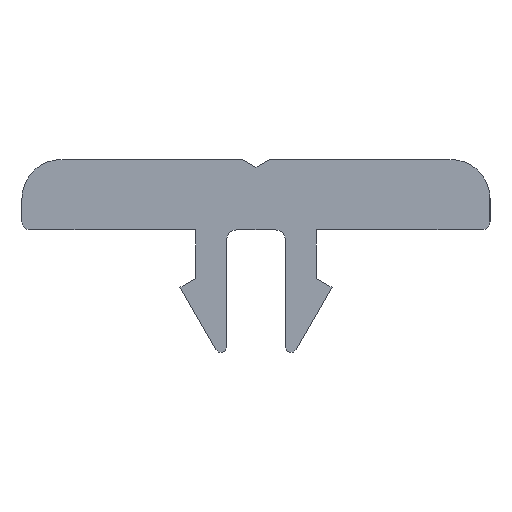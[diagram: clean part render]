
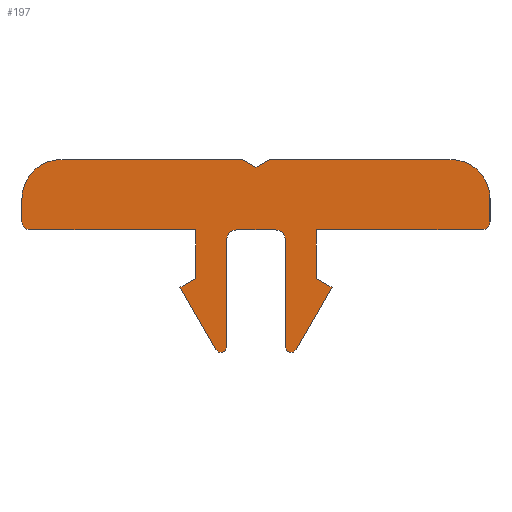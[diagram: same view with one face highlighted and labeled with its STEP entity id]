
A CAD part, left-side view. The second image highlights one B-rep face of the part: STEP entity #197.
In plain terms, the highlighted planar face has unit normal (-1, 0, 0).
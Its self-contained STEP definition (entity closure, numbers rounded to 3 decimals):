
#197=ADVANCED_FACE('',(#251),#252,.F.);
#251=FACE_OUTER_BOUND('',#305,.T.);
#252=PLANE('',#306);
#305=EDGE_LOOP('',(#510,#511,#512,#513,#514,#515,#516,#517,#518,#519,#520,#521,#522,#523,#524,#525,#526,#527,#528,#529,#530,#531,#532,#533,#534));
#306=AXIS2_PLACEMENT_3D('',#535,#536,#537);
#510=ORIENTED_EDGE('',*,*,#550,.F.);
#511=ORIENTED_EDGE('',*,*,#612,.F.);
#512=ORIENTED_EDGE('',*,*,#609,.F.);
#513=ORIENTED_EDGE('',*,*,#606,.F.);
#514=ORIENTED_EDGE('',*,*,#603,.F.);
#515=ORIENTED_EDGE('',*,*,#600,.F.);
#516=ORIENTED_EDGE('',*,*,#597,.F.);
#517=ORIENTED_EDGE('',*,*,#594,.F.);
#518=ORIENTED_EDGE('',*,*,#591,.F.);
#519=ORIENTED_EDGE('',*,*,#588,.F.);
#520=ORIENTED_EDGE('',*,*,#585,.F.);
#521=ORIENTED_EDGE('',*,*,#582,.F.);
#522=ORIENTED_EDGE('',*,*,#579,.F.);
#523=ORIENTED_EDGE('',*,*,#576,.F.);
#524=ORIENTED_EDGE('',*,*,#573,.F.);
#525=ORIENTED_EDGE('',*,*,#570,.F.);
#526=ORIENTED_EDGE('',*,*,#567,.F.);
#527=ORIENTED_EDGE('',*,*,#564,.F.);
#528=ORIENTED_EDGE('',*,*,#561,.F.);
#529=ORIENTED_EDGE('',*,*,#558,.F.);
#530=ORIENTED_EDGE('',*,*,#555,.F.);
#531=ORIENTED_EDGE('',*,*,#543,.F.);
#532=ORIENTED_EDGE('',*,*,#540,.F.);
#533=ORIENTED_EDGE('',*,*,#547,.F.);
#534=ORIENTED_EDGE('',*,*,#553,.F.);
#535=CARTESIAN_POINT('',(-250.0,-1.8,-6.));
#536=DIRECTION('',(1.0,0.0,0.0));
#537=DIRECTION('',(0.0,-1.0,0.0));
#540=EDGE_CURVE('',#616,#618,#619,.T.);
#543=EDGE_CURVE('',#618,#623,#624,.T.);
#547=EDGE_CURVE('',#628,#616,#630,.T.);
#550=EDGE_CURVE('',#634,#636,#637,.T.);
#553=EDGE_CURVE('',#636,#628,#640,.T.);
#555=EDGE_CURVE('',#623,#643,#644,.T.);
#558=EDGE_CURVE('',#643,#648,#649,.T.);
#561=EDGE_CURVE('',#648,#653,#654,.T.);
#564=EDGE_CURVE('',#653,#658,#659,.T.);
#567=EDGE_CURVE('',#658,#663,#664,.T.);
#570=EDGE_CURVE('',#663,#668,#669,.T.);
#573=EDGE_CURVE('',#668,#673,#674,.T.);
#576=EDGE_CURVE('',#673,#678,#679,.T.);
#579=EDGE_CURVE('',#678,#683,#684,.T.);
#582=EDGE_CURVE('',#683,#688,#689,.T.);
#585=EDGE_CURVE('',#688,#693,#694,.T.);
#588=EDGE_CURVE('',#693,#698,#699,.T.);
#591=EDGE_CURVE('',#698,#703,#704,.T.);
#594=EDGE_CURVE('',#703,#708,#709,.T.);
#597=EDGE_CURVE('',#708,#713,#714,.T.);
#600=EDGE_CURVE('',#713,#718,#719,.T.);
#603=EDGE_CURVE('',#718,#723,#724,.T.);
#606=EDGE_CURVE('',#723,#728,#729,.T.);
#609=EDGE_CURVE('',#728,#733,#734,.T.);
#612=EDGE_CURVE('',#733,#634,#737,.T.);
#616=VERTEX_POINT('',#741);
#618=VERTEX_POINT('',#744);
#619=CIRCLE('',#745,0.3);
#623=VERTEX_POINT('',#751);
#624=LINE('',#752,#753);
#628=VERTEX_POINT('',#759);
#630=LINE('',#762,#763);
#634=VERTEX_POINT('',#768);
#636=VERTEX_POINT('',#771);
#637=LINE('',#772,#773);
#640=LINE('',#778,#779);
#643=VERTEX_POINT('',#782);
#644=CIRCLE('',#783,0.5);
#648=VERTEX_POINT('',#789);
#649=LINE('',#790,#791);
#653=VERTEX_POINT('',#796);
#654=CIRCLE('',#797,0.5);
#658=VERTEX_POINT('',#803);
#659=LINE('',#804,#805);
#663=VERTEX_POINT('',#810);
#664=CIRCLE('',#811,0.3);
#668=VERTEX_POINT('',#817);
#669=LINE('',#818,#819);
#673=VERTEX_POINT('',#825);
#674=LINE('',#826,#827);
#678=VERTEX_POINT('',#833);
#679=LINE('',#834,#835);
#683=VERTEX_POINT('',#841);
#684=LINE('',#842,#843);
#688=VERTEX_POINT('',#848);
#689=CIRCLE('',#849,0.4);
#693=VERTEX_POINT('',#855);
#694=LINE('',#856,#857);
#698=VERTEX_POINT('',#862);
#699=CIRCLE('',#863,2.0);
#703=VERTEX_POINT('',#869);
#704=LINE('',#870,#871);
#708=VERTEX_POINT('',#877);
#709=LINE('',#878,#879);
#713=VERTEX_POINT('',#885);
#714=LINE('',#886,#887);
#718=VERTEX_POINT('',#893);
#719=LINE('',#894,#895);
#723=VERTEX_POINT('',#900);
#724=CIRCLE('',#901,2.0);
#728=VERTEX_POINT('',#907);
#729=LINE('',#908,#909);
#733=VERTEX_POINT('',#914);
#734=CIRCLE('',#915,0.4);
#737=LINE('',#920,#921);
#741=CARTESIAN_POINT('',(-250.0,-2.06,-6.15));
#744=CARTESIAN_POINT('',(-250.0,-1.5,-6.));
#745=AXIS2_PLACEMENT_3D('',#926,#927,#928);
#751=CARTESIAN_POINT('',(-250.0,-1.5,-0.5));
#752=CARTESIAN_POINT('',(-250.0,-1.5,-3.25));
#753=VECTOR('',#931,1.0);
#759=CARTESIAN_POINT('',(-250.0,-3.9,-2.963));
#762=CARTESIAN_POINT('',(-250.0,-2.98,-4.556));
#763=VECTOR('',#935,1.0);
#768=CARTESIAN_POINT('',(-250.0,-3.1,0.));
#771=CARTESIAN_POINT('',(-250.0,-3.1,-2.501));
#772=CARTESIAN_POINT('',(-250.0,-3.1,-1.25));
#773=VECTOR('',#938,1.0);
#778=CARTESIAN_POINT('',(-250.0,-3.5,-2.732));
#779=VECTOR('',#941,1.0);
#782=CARTESIAN_POINT('',(-250.0,-1.,0.));
#783=AXIS2_PLACEMENT_3D('',#945,#946,#947);
#789=CARTESIAN_POINT('',(-250.0,1.,0.));
#790=CARTESIAN_POINT('',(-250.0,0.,0.));
#791=VECTOR('',#950,1.0);
#796=CARTESIAN_POINT('',(-250.0,1.5,-0.5));
#797=AXIS2_PLACEMENT_3D('',#955,#956,#957);
#803=CARTESIAN_POINT('',(-250.0,1.5,-6.));
#804=CARTESIAN_POINT('',(-250.0,1.5,-3.25));
#805=VECTOR('',#960,1.0);
#810=CARTESIAN_POINT('',(-250.0,2.06,-6.15));
#811=AXIS2_PLACEMENT_3D('',#965,#966,#967);
#817=CARTESIAN_POINT('',(-250.0,3.9,-2.963));
#818=CARTESIAN_POINT('',(-250.0,2.98,-4.556));
#819=VECTOR('',#970,1.0);
#825=CARTESIAN_POINT('',(-250.0,3.1,-2.501));
#826=CARTESIAN_POINT('',(-250.0,3.5,-2.732));
#827=VECTOR('',#973,1.0);
#833=CARTESIAN_POINT('',(-250.0,3.1,0.));
#834=CARTESIAN_POINT('',(-250.0,3.1,-1.25));
#835=VECTOR('',#976,1.0);
#841=CARTESIAN_POINT('',(-250.0,11.6,0.));
#842=CARTESIAN_POINT('',(-250.0,7.35,0.));
#843=VECTOR('',#979,1.0);
#848=CARTESIAN_POINT('',(-250.0,12.,0.4));
#849=AXIS2_PLACEMENT_3D('',#984,#985,#986);
#855=CARTESIAN_POINT('',(-250.0,12.,1.6));
#856=CARTESIAN_POINT('',(-250.0,12.,1.));
#857=VECTOR('',#989,1.0);
#862=CARTESIAN_POINT('',(-250.0,10.,3.6));
#863=AXIS2_PLACEMENT_3D('',#994,#995,#996);
#869=CARTESIAN_POINT('',(-250.0,0.693,3.6));
#870=CARTESIAN_POINT('',(-250.0,5.346,3.6));
#871=VECTOR('',#999,1.0);
#877=CARTESIAN_POINT('',(-250.0,0.,3.2));
#878=CARTESIAN_POINT('',(-250.0,0.346,3.4));
#879=VECTOR('',#1002,1.0);
#885=CARTESIAN_POINT('',(-250.0,-0.693,3.6));
#886=CARTESIAN_POINT('',(-250.0,-0.346,3.4));
#887=VECTOR('',#1005,1.0);
#893=CARTESIAN_POINT('',(-250.0,-10.0,3.6));
#894=CARTESIAN_POINT('',(-250.0,-5.346,3.6));
#895=VECTOR('',#1008,1.0);
#900=CARTESIAN_POINT('',(-250.0,-12.0,1.6));
#901=AXIS2_PLACEMENT_3D('',#1013,#1014,#1015);
#907=CARTESIAN_POINT('',(-250.0,-12.0,0.4));
#908=CARTESIAN_POINT('',(-250.0,-12.0,1.));
#909=VECTOR('',#1018,1.0);
#914=CARTESIAN_POINT('',(-250.0,-11.6,0.));
#915=AXIS2_PLACEMENT_3D('',#1023,#1024,#1025);
#920=CARTESIAN_POINT('',(-250.0,-7.35,0.));
#921=VECTOR('',#1028,1.0);
#926=CARTESIAN_POINT('',(-250.0,-1.8,-6.));
#927=DIRECTION('',(1.0,0.0,0.0));
#928=DIRECTION('',(0.0,1.0,0.));
#931=DIRECTION('',(0.0,0.,1.0));
#935=DIRECTION('',(0.0,0.5,-0.866));
#938=DIRECTION('',(0.0,0.,-1.0));
#941=DIRECTION('',(0.0,-0.866,-0.5));
#945=CARTESIAN_POINT('',(-250.0,-1.,-0.5));
#946=DIRECTION('',(-1.0,0.0,0.0));
#947=DIRECTION('',(0.0,1.0,0.));
#950=DIRECTION('',(0.0,1.0,0.));
#955=CARTESIAN_POINT('',(-250.0,1.,-0.5));
#956=DIRECTION('',(-1.0,0.0,0.0));
#957=DIRECTION('',(0.0,1.0,0.));
#960=DIRECTION('',(0.0,0.,-1.0));
#965=CARTESIAN_POINT('',(-250.0,1.8,-6.));
#966=DIRECTION('',(1.0,0.0,0.0));
#967=DIRECTION('',(0.0,1.0,0.));
#970=DIRECTION('',(0.0,0.5,0.866));
#973=DIRECTION('',(0.0,-0.866,0.5));
#976=DIRECTION('',(0.0,0.,1.0));
#979=DIRECTION('',(0.0,1.0,0.));
#984=CARTESIAN_POINT('',(-250.0,11.6,0.4));
#985=DIRECTION('',(1.0,0.0,0.0));
#986=DIRECTION('',(0.0,1.0,0.));
#989=DIRECTION('',(0.0,0.,1.0));
#994=CARTESIAN_POINT('',(-250.0,10.,1.6));
#995=DIRECTION('',(1.0,0.0,0.0));
#996=DIRECTION('',(0.0,1.0,0.));
#999=DIRECTION('',(0.0,-1.0,0.));
#1002=DIRECTION('',(0.0,-0.866,-0.5));
#1005=DIRECTION('',(0.0,-0.866,0.5));
#1008=DIRECTION('',(0.0,-1.0,0.0));
#1013=CARTESIAN_POINT('',(-250.0,-10.0,1.6));
#1014=DIRECTION('',(1.0,0.0,0.0));
#1015=DIRECTION('',(0.0,1.0,0.));
#1018=DIRECTION('',(0.0,0.,-1.0));
#1023=CARTESIAN_POINT('',(-250.0,-11.6,0.4));
#1024=DIRECTION('',(1.0,0.0,0.0));
#1025=DIRECTION('',(0.0,1.0,0.));
#1028=DIRECTION('',(0.0,1.0,0.));
